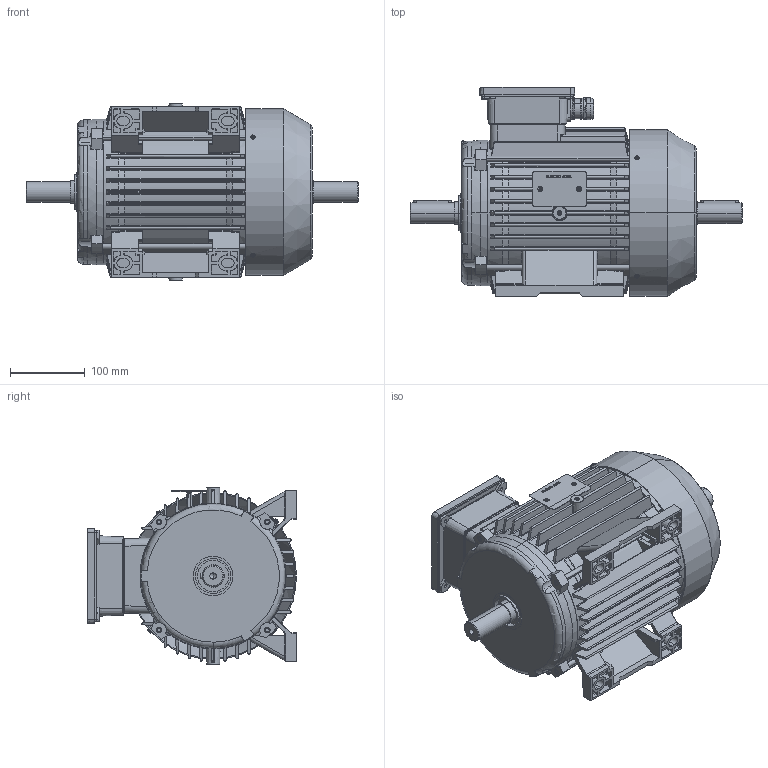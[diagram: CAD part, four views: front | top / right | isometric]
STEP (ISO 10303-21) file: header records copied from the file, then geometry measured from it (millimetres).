
FILE_DESCRIPTION (( 'STEP AP214' ), '1' );
FILE_NAME ('CA112M-B3-IC411-2-4-6-8 POLES-TB TOP-DOUBLE SHAFT.STEP', '2024-09-23T06:43:00', ( '' ), ( '' ), 'SwSTEP 2.0', 'SolidWorks 2024', '' );
FILE_SCHEMA (( 'AUTOMOTIVE_DESIGN' ));
Length unit declared in the file: millimetre
Products named in the file (17): Scudo C112 ant_D. cuscinetto 62; Guarnizione scatola-motore tipo 100; Guarnizione scatola-coperchio tipo 100; parallel_din_Parallel key A8 x 7 x 50 DIN 6885; Scudo C112 post_D. cuscinetto 62; Coprimorsettiera tipo 100_Passante doppio; Tappo M25; Albero 112M - Autoventilato; Carcassa 112M-B3-Superiore_Forma B3; pan head cross recess screw_iso_ISO 7045 - M3 x 10 - Z --- 10C; CA112M-B3-IC411-2-4-6-8 POLES-TB TOP-DOUBLE SHAFT; GRUPPO COPRIMORSETTIERA 100L; PRESSACAVO M25; Copriventola 112M h.84; Tirante M7x224; Targhetta motore_LAMIERA ALLUMINIO; Coperchio scatola morsetti tipo 100
Assembly tree (25 placements, depth 3):
  CA112M-B3-IC411-2-4-6-8 POLES-TB TOP-DOUBLE SHAFT
    Albero 112M - Autoventilato  x2
    Scudo C112 ant_D. cuscinetto 62
    Scudo C112 post_D. cuscinetto 62
    parallel_din_Parallel key A8 x 7 x 50 DIN 6885  x2
    Targhetta motore_LAMIERA ALLUMINIO
    Tirante M7x224  x4
    pan head cross recess screw_iso_ISO 7045 - M3 x 10 - Z --- 10C  x4
    Copriventola 112M h.84
    Carcassa 112M-B3-Superiore_Forma B3
    GRUPPO COPRIMORSETTIERA 100L
      Coprimorsettiera tipo 100_Passante doppio
      Coperchio scatola morsetti tipo 100
      Guarnizione scatola-coperchio tipo 100
      PRESSACAVO M25
      Tappo M25  x2
      Guarnizione scatola-motore tipo 100
Bounding box: 444 x 280.5 x 236 mm (x, y, z)
Volume: 2639620.5 mm3; surface area: 1161567.7 mm2
Topology: 24 solids, 25 shells, 4059 faces, 10606 edges, 6678 vertices
Faces by surface type: plane 1587, cylinder 981, bspline 687, cone 463, torus 303, sphere 38
Entity records: 141173 total; most frequent: CARTESIAN_POINT 52013, ORIENTED_EDGE 19812, DIRECTION 16771, EDGE_CURVE 9906, VERTEX_POINT 6256, AXIS2_PLACEMENT_3D 5996, VECTOR 4779, LINE 4779
